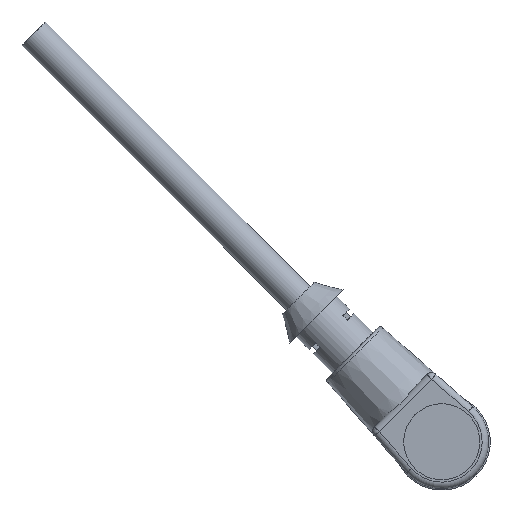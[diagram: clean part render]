
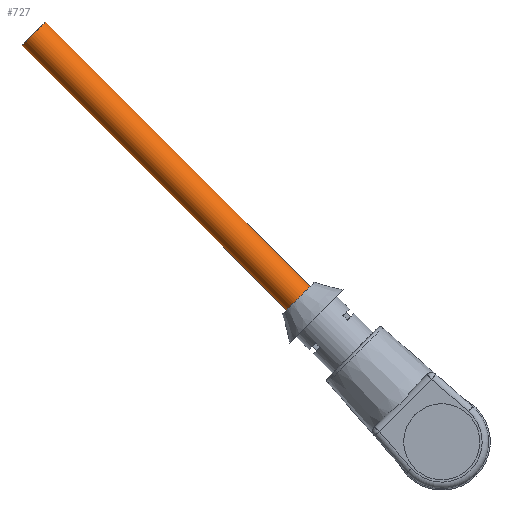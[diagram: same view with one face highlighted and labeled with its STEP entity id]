
A CAD part, left-side view. The second image highlights one B-rep face of the part: STEP entity #727.
In plain terms, the highlighted cylindrical face has radius 2.6 mm (diameter 5.2 mm), a full revolution.
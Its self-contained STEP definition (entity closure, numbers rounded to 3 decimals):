
#510=CYLINDRICAL_SURFACE('',#5219,2.6);
#727=ADVANCED_FACE('',(#1248,#1249),#510,.T.);
#1083=CIRCLE('',#5216,2.6);
#1084=CIRCLE('',#5218,2.6);
#1248=FACE_BOUND('',#1468,.T.);
#1249=FACE_BOUND('',#1469,.T.);
#1468=EDGE_LOOP('',(#3128));
#1469=EDGE_LOOP('',(#3129));
#3128=ORIENTED_EDGE('',*,*,#4557,.F.);
#3129=ORIENTED_EDGE('',*,*,#4558,.T.);
#3985=VERTEX_POINT('',#8270);
#3986=VERTEX_POINT('',#8273);
#4557=EDGE_CURVE('',#3985,#3985,#1083,.T.);
#4558=EDGE_CURVE('',#3986,#3986,#1084,.T.);
#5216=AXIS2_PLACEMENT_3D('',#8269,#6168,#6169);
#5218=AXIS2_PLACEMENT_3D('',#8272,#6172,#6173);
#5219=AXIS2_PLACEMENT_3D('',#8274,#6174,#6175);
#6168=DIRECTION('',(0.,0.707,0.707));
#6169=DIRECTION('',(0.,-0.707,0.707));
#6172=DIRECTION('',(0.,0.707,0.707));
#6173=DIRECTION('',(0.,0.707,-0.707));
#6174=DIRECTION('',(0.,0.707,0.707));
#6175=DIRECTION('',(0.,0.707,-0.707));
#8269=CARTESIAN_POINT('',(25.6,113.286,63.286));
#8270=CARTESIAN_POINT('',(25.6,111.448,65.125));
#8272=CARTESIAN_POINT('',(25.6,72.274,22.274));
#8273=CARTESIAN_POINT('',(25.6,74.112,20.435));
#8274=CARTESIAN_POINT('',(25.6,57.071,7.071));
